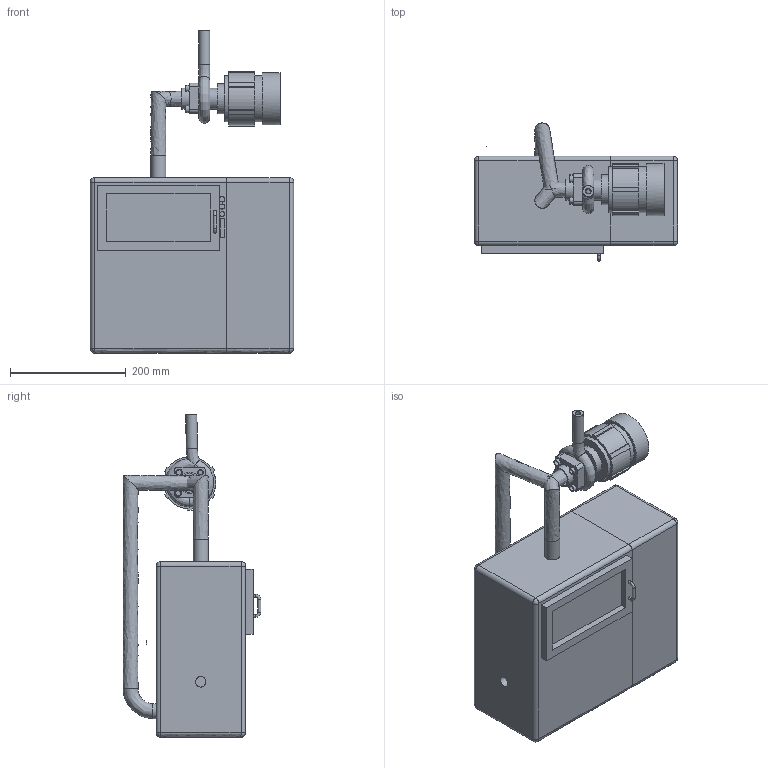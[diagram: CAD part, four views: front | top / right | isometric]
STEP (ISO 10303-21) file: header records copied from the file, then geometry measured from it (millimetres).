
FILE_DESCRIPTION(('FreeCAD Model'),'2;1');
FILE_NAME('Open CASCADE Shape Model','2025-04-29T08:13:38',('FreeCAD'),( 'FreeCAD'),'Open CASCADE STEP processor 7.6','FreeCAD','Unknown');
FILE_SCHEMA(('AUTOMOTIVE_DESIGN { 1 0 10303 214 1 1 1 1 }'));
Length unit declared in the file: millimetre
Products named in the file (1): Open CASCADE STEP translator 7.6 1
Bounding box: 351.27 x 238.06 x 557.24 mm (x, y, z)
Volume: 7597845.1 mm3; surface area: 1193272.4 mm2
Topology: 16 solids, 20 shells, 779 faces, 2085 edges, 1367 vertices
Faces by surface type: bspline 779
Entity records: 24575 total; most frequent: CARTESIAN_POINT 11811, ORIENTED_EDGE 4154, EDGE_CURVE 2077, B_SPLINE_CURVE_WITH_KNOTS 1742, VERTEX_POINT 1367, FACE_BOUND 994, EDGE_LOOP 994, ADVANCED_FACE 779
